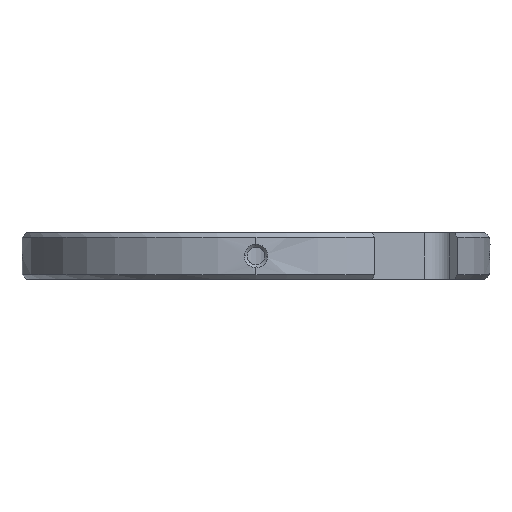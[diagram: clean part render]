
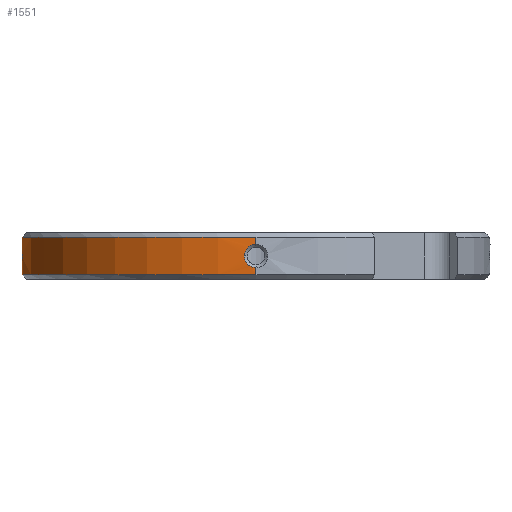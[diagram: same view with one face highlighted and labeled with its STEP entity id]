
A CAD part, left-side view. The second image highlights one B-rep face of the part: STEP entity #1551.
In plain terms, the highlighted cylindrical face has radius 20 mm (diameter 40 mm), a partial arc.
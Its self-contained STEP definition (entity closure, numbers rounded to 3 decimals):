
#586=CARTESIAN_POINT('Vertex',(10.158,17.229,3.6)) ;
#589=CARTESIAN_POINT('Axis2P3D Location',(0.,0.,3.6)) ;
#593=CARTESIAN_POINT('Vertex',(-20.,0.,3.6)) ;
#622=CARTESIAN_POINT('Vertex',(10.158,17.229,0.4)) ;
#627=CARTESIAN_POINT('Line Origine',(10.158,17.229,2.)) ;
#696=CARTESIAN_POINT('Vertex',(-20.,0.,0.4)) ;
#699=CARTESIAN_POINT('Axis2P3D Location',(0.,0.,0.4)) ;
#947=CARTESIAN_POINT('Axis2P3D Location',(0.,0.,2.)) ;
#1196=CARTESIAN_POINT('Line Origine',(-20.,0.,2.)) ;
#1200=CARTESIAN_POINT('Vertex',(-20.,0.,1.)) ;
#1203=CARTESIAN_POINT('Line Origine',(-20.,0.,2.)) ;
#1207=CARTESIAN_POINT('Vertex',(-20.,0.,3.)) ;
#1270=CARTESIAN_POINT('Vertex',(-19.975,1.,2.)) ;
#1278=CARTESIAN_POINT('Control Point',(-20.,0.,3.)) ;
#1279=CARTESIAN_POINT('Control Point',(-20.,0.101,3.)) ;
#1280=CARTESIAN_POINT('Control Point',(-19.999,0.202,2.987)) ;
#1281=CARTESIAN_POINT('Control Point',(-19.998,0.3,2.962)) ;
#1282=CARTESIAN_POINT('Control Point',(-19.995,0.447,2.903)) ;
#1283=CARTESIAN_POINT('Control Point',(-19.992,0.579,2.818)) ;
#1284=CARTESIAN_POINT('Control Point',(-19.99,0.625,2.784)) ;
#1285=CARTESIAN_POINT('Control Point',(-19.985,0.784,2.645)) ;
#1286=CARTESIAN_POINT('Control Point',(-19.98,0.904,2.468)) ;
#1287=CARTESIAN_POINT('Control Point',(-19.977,0.965,2.322)) ;
#1288=CARTESIAN_POINT('Control Point',(-19.975,0.998,2.166)) ;
#1289=CARTESIAN_POINT('Control Point',(-19.975,1.,2.009)) ;
#1290=CARTESIAN_POINT('Control Point',(-19.975,1.,2.006)) ;
#1291=CARTESIAN_POINT('Control Point',(-19.975,1.,2.003)) ;
#1292=CARTESIAN_POINT('Control Point',(-19.975,1.,2.)) ;
#1405=CARTESIAN_POINT('Control Point',(-19.975,1.,2.)) ;
#1406=CARTESIAN_POINT('Control Point',(-19.975,1.,1.91)) ;
#1407=CARTESIAN_POINT('Control Point',(-19.976,0.99,1.821)) ;
#1408=CARTESIAN_POINT('Control Point',(-19.977,0.97,1.733)) ;
#1409=CARTESIAN_POINT('Control Point',(-19.98,0.903,1.543)) ;
#1410=CARTESIAN_POINT('Control Point',(-19.984,0.792,1.375)) ;
#1411=CARTESIAN_POINT('Control Point',(-19.987,0.718,1.291)) ;
#1412=CARTESIAN_POINT('Control Point',(-19.993,0.546,1.144)) ;
#1413=CARTESIAN_POINT('Control Point',(-19.998,0.34,1.049)) ;
#1414=CARTESIAN_POINT('Control Point',(-19.999,0.229,1.016)) ;
#1415=CARTESIAN_POINT('Control Point',(-20.,0.114,1.)) ;
#1416=CARTESIAN_POINT('Control Point',(-20.,0.,1.)) ;
#1516=CARTESIAN_POINT('Control Point',(0.988,19.976,2.)) ;
#1517=CARTESIAN_POINT('Control Point',(0.988,19.976,2.197)) ;
#1518=CARTESIAN_POINT('Control Point',(0.94,19.978,2.395)) ;
#1519=CARTESIAN_POINT('Control Point',(0.844,19.983,2.577)) ;
#1520=CARTESIAN_POINT('Control Point',(0.591,19.993,2.853)) ;
#1521=CARTESIAN_POINT('Control Point',(0.245,19.999,2.991)) ;
#1522=CARTESIAN_POINT('Control Point',(0.075,20.001,3.019)) ;
#1523=CARTESIAN_POINT('Control Point',(-0.362,20.,2.995)) ;
#1524=CARTESIAN_POINT('Control Point',(-0.738,19.988,2.745)) ;
#1525=CARTESIAN_POINT('Control Point',(-0.905,19.98,2.519)) ;
#1526=CARTESIAN_POINT('Control Point',(-0.988,19.976,2.26)) ;
#1527=CARTESIAN_POINT('Control Point',(-0.988,19.976,2.)) ;
#1528=CARTESIAN_POINT('Vertex',(0.988,19.976,2.)) ;
#1530=CARTESIAN_POINT('Vertex',(-0.988,19.976,2.)) ;
#1534=CARTESIAN_POINT('Control Point',(-0.988,19.976,2.)) ;
#1535=CARTESIAN_POINT('Control Point',(-0.988,19.976,1.849)) ;
#1536=CARTESIAN_POINT('Control Point',(-0.96,19.977,1.697)) ;
#1537=CARTESIAN_POINT('Control Point',(-0.903,19.98,1.553)) ;
#1538=CARTESIAN_POINT('Control Point',(-0.71,19.988,1.247)) ;
#1539=CARTESIAN_POINT('Control Point',(-0.398,19.997,1.049)) ;
#1540=CARTESIAN_POINT('Control Point',(-0.191,20.001,0.985)) ;
#1541=CARTESIAN_POINT('Control Point',(0.301,20.001,0.971)) ;
#1542=CARTESIAN_POINT('Control Point',(0.725,19.989,1.238)) ;
#1543=CARTESIAN_POINT('Control Point',(0.901,19.98,1.468)) ;
#1544=CARTESIAN_POINT('Control Point',(0.988,19.976,1.734)) ;
#1545=CARTESIAN_POINT('Control Point',(0.988,19.976,2.)) ;
#590=DIRECTION('Axis2P3D Direction',(0.,0.,1.)) ;
#628=DIRECTION('Vector Direction',(0.,0.,-1.)) ;
#700=DIRECTION('Axis2P3D Direction',(0.,0.,1.)) ;
#948=DIRECTION('Axis2P3D Direction',(0.,0.,1.)) ;
#949=DIRECTION('Axis2P3D XDirection',(1.,0.,0.)) ;
#1197=DIRECTION('Vector Direction',(0.,0.,1.)) ;
#1204=DIRECTION('Vector Direction',(0.,0.,1.)) ;
#591=AXIS2_PLACEMENT_3D('Circle Axis2P3D',#589,#590,$) ;
#701=AXIS2_PLACEMENT_3D('Circle Axis2P3D',#699,#700,$) ;
#950=AXIS2_PLACEMENT_3D('Cylinder Axis2P3D',#947,#948,#949) ;
#1507=ORIENTED_EDGE('',*,*,#1209,.T.) ;
#1508=ORIENTED_EDGE('',*,*,#595,.F.) ;
#1509=ORIENTED_EDGE('',*,*,#631,.T.) ;
#1510=ORIENTED_EDGE('',*,*,#703,.T.) ;
#1511=ORIENTED_EDGE('',*,*,#1202,.T.) ;
#1512=ORIENTED_EDGE('',*,*,#1417,.T.) ;
#1513=ORIENTED_EDGE('',*,*,#1293,.T.) ;
#1548=ORIENTED_EDGE('',*,*,#1532,.T.) ;
#1549=ORIENTED_EDGE('',*,*,#1546,.T.) ;
#1550=FACE_BOUND('',#1547,.T.) ;
#629=VECTOR('Line Direction',#628,1.) ;
#1198=VECTOR('Line Direction',#1197,1.) ;
#1205=VECTOR('Line Direction',#1204,1.) ;
#1551=ADVANCED_FACE('Corps principal',(#1514,#1550),#951,.T.) ;
#1277=B_SPLINE_CURVE_WITH_KNOTS('',5,(#1278,#1279,#1280,#1281,#1282,#1283,#1284,#1285,#1286,#1287,#1288,#1289,#1290,#1291,#1292),.UNSPECIFIED.,.F.,.U.,(6,3,3,3,6),(5.89,6.517,6.869,7.834,7.853),.UNSPECIFIED.) ;
#1404=B_SPLINE_CURVE_WITH_KNOTS('',5,(#1405,#1406,#1407,#1408,#1409,#1410,#1411,#1412,#1413,#1414,#1415,#1416),.UNSPECIFIED.,.F.,.U.,(6,3,3,6),(0.,0.562,1.252,1.963),.UNSPECIFIED.) ;
#1515=B_SPLINE_CURVE_WITH_KNOTS('',5,(#1516,#1517,#1518,#1519,#1520,#1521,#1522,#1523,#1524,#1525,#1526,#1527),.UNSPECIFIED.,.F.,.U.,(6,3,3,6),(0.,1.245,2.275,3.912),.UNSPECIFIED.) ;
#1533=B_SPLINE_CURVE_WITH_KNOTS('',5,(#1534,#1535,#1536,#1537,#1538,#1539,#1540,#1541,#1542,#1543,#1544,#1545),.UNSPECIFIED.,.F.,.U.,(6,3,3,6),(3.912,4.865,6.147,7.824),.UNSPECIFIED.) ;
#592=CIRCLE('generated circle',#591,20.) ;
#702=CIRCLE('generated circle',#701,20.) ;
#951=CYLINDRICAL_SURFACE('generated cylinder',#950,20.) ;
#595=EDGE_CURVE('',#587,#594,#592,.T.) ;
#631=EDGE_CURVE('',#587,#623,#630,.T.) ;
#703=EDGE_CURVE('',#623,#697,#702,.T.) ;
#1202=EDGE_CURVE('',#697,#1201,#1199,.T.) ;
#1209=EDGE_CURVE('',#1208,#594,#1206,.T.) ;
#1293=EDGE_CURVE('',#1271,#1208,#1277,.F.) ;
#1417=EDGE_CURVE('',#1201,#1271,#1404,.F.) ;
#1532=EDGE_CURVE('',#1529,#1531,#1515,.T.) ;
#1546=EDGE_CURVE('',#1531,#1529,#1533,.T.) ;
#1506=EDGE_LOOP('',(#1507,#1508,#1509,#1510,#1511,#1512,#1513)) ;
#1547=EDGE_LOOP('',(#1548,#1549)) ;
#1514=FACE_OUTER_BOUND('',#1506,.T.) ;
#630=LINE('Line',#627,#629) ;
#1199=LINE('Line',#1196,#1198) ;
#1206=LINE('Line',#1203,#1205) ;
#587=VERTEX_POINT('',#586) ;
#594=VERTEX_POINT('',#593) ;
#623=VERTEX_POINT('',#622) ;
#697=VERTEX_POINT('',#696) ;
#1201=VERTEX_POINT('',#1200) ;
#1208=VERTEX_POINT('',#1207) ;
#1271=VERTEX_POINT('',#1270) ;
#1529=VERTEX_POINT('',#1528) ;
#1531=VERTEX_POINT('',#1530) ;
